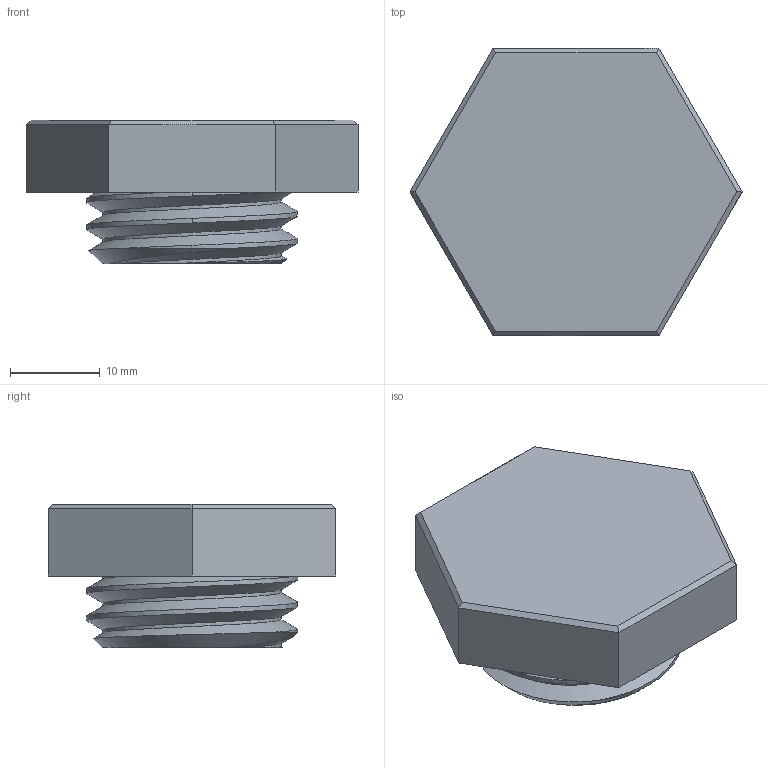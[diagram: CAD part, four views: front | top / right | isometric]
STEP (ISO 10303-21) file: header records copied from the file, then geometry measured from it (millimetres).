
FILE_DESCRIPTION(/* description */ (''),/* implementation_level */ '2;1');
FILE_NAME(/* name */ 'WaterAdapter_Closure.stp',/* time_stamp */ '2022-12-04T10:32:50+01:00',/* author */ ('Timo Raab'),/* organization */ ('AG Schmidt-Mende Universität Konstanz'),/* preprocessor_version */ 'ST-DEVELOPER v19.2',/* originating_system */ 'Autodesk Inventor 2023',/* authorisation */ '');
FILE_SCHEMA (('AUTOMOTIVE_DESIGN { 1 0 10303 214 3 1 1 }'));
Length unit declared in the file: millimetre
Products named in the file (1): WaterAdapter_Closure
Bounding box: 36.95 x 32 x 16 mm (x, y, z)
Volume: 10025.6 mm3; surface area: 3477.5 mm2
Topology: 1 solids, 1 shells, 28 faces, 68 edges, 43 vertices
Faces by surface type: plane 15, cylinder 8, cone 3, bspline 2
Full cylindrical faces by diameter (mm): 19.85 x2, 23.5 x2
Entity records: 2062 total; most frequent: CARTESIAN_POINT 1405, ORIENTED_EDGE 136, DIRECTION 108, EDGE_CURVE 68, VERTEX_POINT 43, LINE 38, VECTOR 38, AXIS2_PLACEMENT_3D 35
